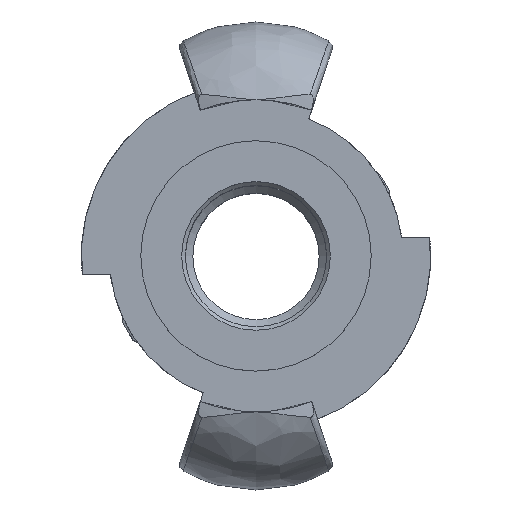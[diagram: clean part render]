
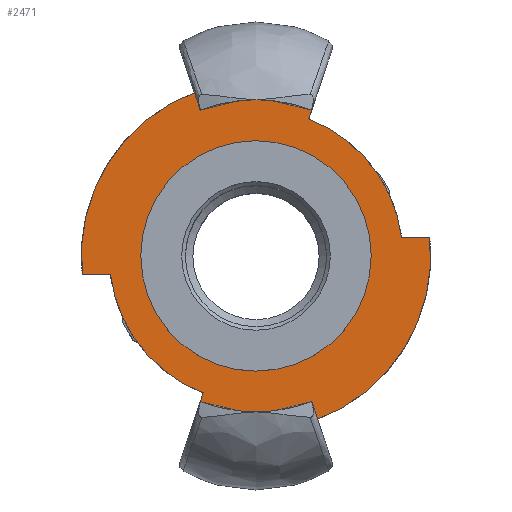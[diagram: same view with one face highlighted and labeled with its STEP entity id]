
A CAD part, top view. The second image highlights one B-rep face of the part: STEP entity #2471.
In plain terms, the highlighted planar face has unit normal (0, 0, 1).
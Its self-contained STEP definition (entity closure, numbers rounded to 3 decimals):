
#58=FACE_BOUND('',#355,.T.);
#216=FACE_OUTER_BOUND('',#354,.T.);
#354=EDGE_LOOP('',(#1690,#1691,#1692,#1693,#1694,#1695,#1696,#1697,#1698,
#1699,#1700,#1701));
#355=EDGE_LOOP('',(#1702));
#478=CIRCLE('',#2600,25.5);
#480=CIRCLE('',#2603,25.5);
#488=CIRCLE('',#2621,23.497);
#493=CIRCLE('',#2633,23.5);
#494=CIRCLE('',#2644,19.75);
#495=CIRCLE('',#2645,19.75);
#496=CIRCLE('',#2646,15.5);
#676=LINE('',#3802,#795);
#687=LINE('',#3983,#806);
#691=LINE('',#4009,#810);
#695=LINE('',#4034,#814);
#698=LINE('',#4051,#817);
#701=LINE('',#4274,#820);
#795=VECTOR('',#2967,10.);
#806=VECTOR('',#3008,10.);
#810=VECTOR('',#3016,10.);
#814=VECTOR('',#3032,10.);
#817=VECTOR('',#3037,10.);
#820=VECTOR('',#3044,10.);
#907=VERTEX_POINT('',#3691);
#908=VERTEX_POINT('',#3693);
#911=VERTEX_POINT('',#3718);
#912=VERTEX_POINT('',#3720);
#919=VERTEX_POINT('',#3795);
#922=VERTEX_POINT('',#3800);
#938=VERTEX_POINT('',#3924);
#939=VERTEX_POINT('',#3926);
#943=VERTEX_POINT('',#4007);
#946=VERTEX_POINT('',#4017);
#951=VERTEX_POINT('',#4050);
#963=VERTEX_POINT('',#4273);
#970=VERTEX_POINT('',#4684);
#1153=EDGE_CURVE('',#907,#908,#478,.T.);
#1158=EDGE_CURVE('',#911,#912,#480,.T.);
#1173=EDGE_CURVE('',#919,#922,#676,.T.);
#1191=EDGE_CURVE('',#939,#938,#488,.T.);
#1199=EDGE_CURVE('',#939,#911,#687,.T.);
#1204=EDGE_CURVE('',#938,#943,#691,.T.);
#1208=EDGE_CURVE('',#946,#919,#493,.T.);
#1212=EDGE_CURVE('',#946,#907,#695,.T.);
#1216=EDGE_CURVE('',#912,#951,#698,.T.);
#1232=EDGE_CURVE('',#908,#963,#701,.T.);
#1249=EDGE_CURVE('',#963,#943,#494,.T.);
#1250=EDGE_CURVE('',#951,#922,#495,.T.);
#1251=EDGE_CURVE('',#970,#970,#496,.T.);
#1690=ORIENTED_EDGE('',*,*,#1216,.F.);
#1691=ORIENTED_EDGE('',*,*,#1158,.F.);
#1692=ORIENTED_EDGE('',*,*,#1199,.F.);
#1693=ORIENTED_EDGE('',*,*,#1191,.T.);
#1694=ORIENTED_EDGE('',*,*,#1204,.T.);
#1695=ORIENTED_EDGE('',*,*,#1249,.F.);
#1696=ORIENTED_EDGE('',*,*,#1232,.F.);
#1697=ORIENTED_EDGE('',*,*,#1153,.F.);
#1698=ORIENTED_EDGE('',*,*,#1212,.F.);
#1699=ORIENTED_EDGE('',*,*,#1208,.T.);
#1700=ORIENTED_EDGE('',*,*,#1173,.T.);
#1701=ORIENTED_EDGE('',*,*,#1250,.F.);
#1702=ORIENTED_EDGE('',*,*,#1251,.T.);
#2259=PLANE('',#2643);
#2471=ADVANCED_FACE('',(#216,#58),#2259,.F.);
#2600=AXIS2_PLACEMENT_3D('',#3694,#2933,#2934);
#2603=AXIS2_PLACEMENT_3D('',#3721,#2941,#2942);
#2621=AXIS2_PLACEMENT_3D('',#3927,#2994,#2995);
#2633=AXIS2_PLACEMENT_3D('',#4018,#3026,#3027);
#2643=AXIS2_PLACEMENT_3D('',#4681,#3056,#3057);
#2644=AXIS2_PLACEMENT_3D('',#4682,#3058,#3059);
#2645=AXIS2_PLACEMENT_3D('',#4683,#3060,#3061);
#2646=AXIS2_PLACEMENT_3D('',#4685,#3062,#3063);
#2933=DIRECTION('center_axis',(0.,0.,
-1.));
#2934=DIRECTION('ref_axis',(1.,0.,0.));
#2941=DIRECTION('center_axis',(0.,0.,
-1.));
#2942=DIRECTION('ref_axis',(1.,0.,0.));
#2967=DIRECTION('',(-1.,0.,0.));
#2994=DIRECTION('center_axis',(0.,0.,
1.));
#2995=DIRECTION('ref_axis',(-0.353,0.936,0.));
#3008=DIRECTION('',(-0.319,0.948,0.));
#3016=DIRECTION('',(1.,0.,0.));
#3026=DIRECTION('center_axis',(0.,0.,
1.));
#3027=DIRECTION('ref_axis',(0.353,-0.936,0.));
#3032=DIRECTION('',(0.319,-0.948,0.));
#3037=DIRECTION('',(-0.319,-0.948,0.));
#3044=DIRECTION('',(0.319,0.948,0.));
#3056=DIRECTION('center_axis',(0.,0.,
-1.));
#3057=DIRECTION('ref_axis',(0.,-1.,0.));
#3058=DIRECTION('center_axis',(0.,0.,
-1.));
#3059=DIRECTION('ref_axis',(0.,-1.,0.));
#3060=DIRECTION('center_axis',(0.,0.,
-1.));
#3061=DIRECTION('ref_axis',(0.,-1.,0.));
#3062=DIRECTION('center_axis',(0.,0.,
-1.));
#3063=DIRECTION('ref_axis',(0.,1.,0.));
#3691=CARTESIAN_POINT('',(8.937,-23.883,8.));
#3693=CARTESIAN_POINT('',(-8.937,-23.883,8.));
#3694=CARTESIAN_POINT('Origin',(0.,0.,
8.));
#3718=CARTESIAN_POINT('',(-8.937,23.883,8.));
#3720=CARTESIAN_POINT('',(8.937,23.883,8.));
#3721=CARTESIAN_POINT('Origin',(0.,0.,
8.));
#3795=CARTESIAN_POINT('',(23.367,2.5,8.));
#3800=CARTESIAN_POINT('',(19.591,2.5,8.));
#3802=CARTESIAN_POINT('',(0.,2.5,8.));
#3924=CARTESIAN_POINT('',(-23.364,-2.5,8.));
#3926=CARTESIAN_POINT('',(-8.298,21.984,8.));
#3927=CARTESIAN_POINT('Origin',(0.,0.,
8.));
#3983=CARTESIAN_POINT('',(-3.302,7.151,8.));
#4007=CARTESIAN_POINT('',(-19.591,-2.5,8.));
#4009=CARTESIAN_POINT('',(0.,-2.5,8.));
#4017=CARTESIAN_POINT('',(8.299,-21.986,8.));
#4018=CARTESIAN_POINT('Origin',(0.,0.,
8.));
#4034=CARTESIAN_POINT('',(4.601,-11.008,8.));
#4050=CARTESIAN_POINT('',(7.101,18.429,8.));
#4051=CARTESIAN_POINT('',(6.301,16.054,8.));
#4273=CARTESIAN_POINT('',(-7.101,-18.429,8.));
#4274=CARTESIAN_POINT('',(-5.002,-12.197,8.));
#4681=CARTESIAN_POINT('Origin',(12.75,0.,8.));
#4682=CARTESIAN_POINT('Origin',(0.,0.,
8.));
#4683=CARTESIAN_POINT('Origin',(0.,0.,
8.));
#4684=CARTESIAN_POINT('',(0.,-15.5,8.));
#4685=CARTESIAN_POINT('Origin',(0.,0.,8.));
